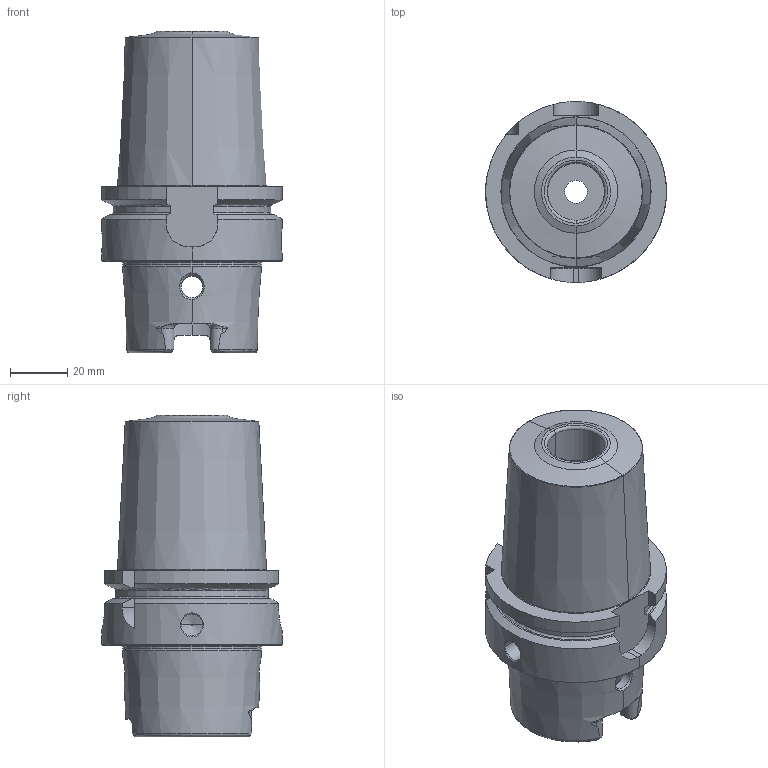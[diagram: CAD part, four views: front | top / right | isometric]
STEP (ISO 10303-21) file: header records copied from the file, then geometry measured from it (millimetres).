
FILE_DESCRIPTION((''),'2;1');
FILE_NAME('607223833-000-00-E43','2023-02-16T11:07:56',('schmiedtm'),(''),'CREO PARAMETRIC BY PTC INC, 2021184','CREO PARAMETRIC BY PTC INC, 2021184','');
FILE_SCHEMA(('AP242_MANAGED_MODEL_BASED_3D_ENGINEERING_MIM_LF { 1 0 10303 442 1 1 4 }'));
Length unit declared in the file: millimetre
Products named in the file (1): 607223833-000-00-E43
Bounding box: 63 x 63 x 111.9 mm (x, y, z)
Volume: 163675.9 mm3; surface area: 33695.1 mm2
Topology: 1 solids, 1 shells, 174 faces, 434 edges, 265 vertices
Faces by surface type: cylinder 49, cone 48, plane 47, torus 30
Entity records: 8137 total; most frequent: CARTESIAN_POINT 2613, DIRECTION 882, ORIENTED_EDGE 864, PRESENTATION_STYLE_ASSIGNMENT 436, STYLED_ITEM 436, CURVE_STYLE 435, EDGE_CURVE 432, AXIS2_PLACEMENT_3D 362
